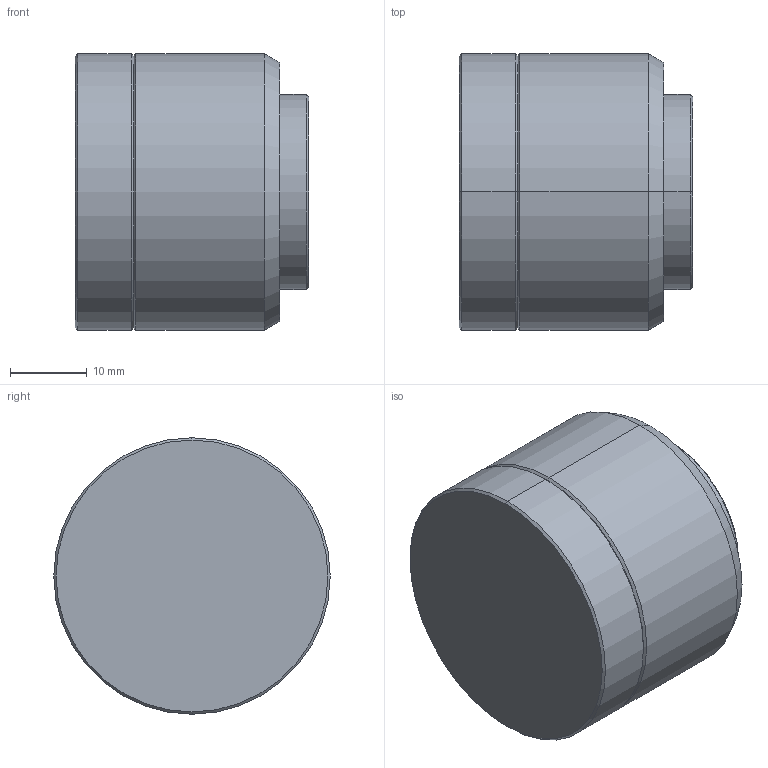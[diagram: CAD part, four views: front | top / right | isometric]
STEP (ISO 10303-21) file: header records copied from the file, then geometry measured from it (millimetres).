
FILE_DESCRIPTION (( 'STEP AP203' ), '1' );
FILE_NAME ('WWT118-04-26.STEP', '2021-07-13T01:28:01', ( '' ), ( '' ), 'SwSTEP 2.0', 'SolidWorks 2017', '' );
FILE_SCHEMA (( 'CONFIG_CONTROL_DESIGN' ));
Length unit declared in the file: millimetre
Products named in the file (1): WWT118-04-26
Bounding box: 30.4 x 36 x 36 mm (x, y, z)
Volume: 28854.4 mm3; surface area: 5240.8 mm2
Topology: 1 solids, 1 shells, 19 faces, 36 edges, 20 vertices
Faces by surface type: cone 10, cylinder 6, plane 3
Entity records: 551 total; most frequent: DIRECTION 96, CARTESIAN_POINT 76, ORIENTED_EDGE 72, AXIS2_PLACEMENT_3D 40, EDGE_CURVE 36, VERTEX_POINT 20, EDGE_LOOP 20, CIRCLE 20
